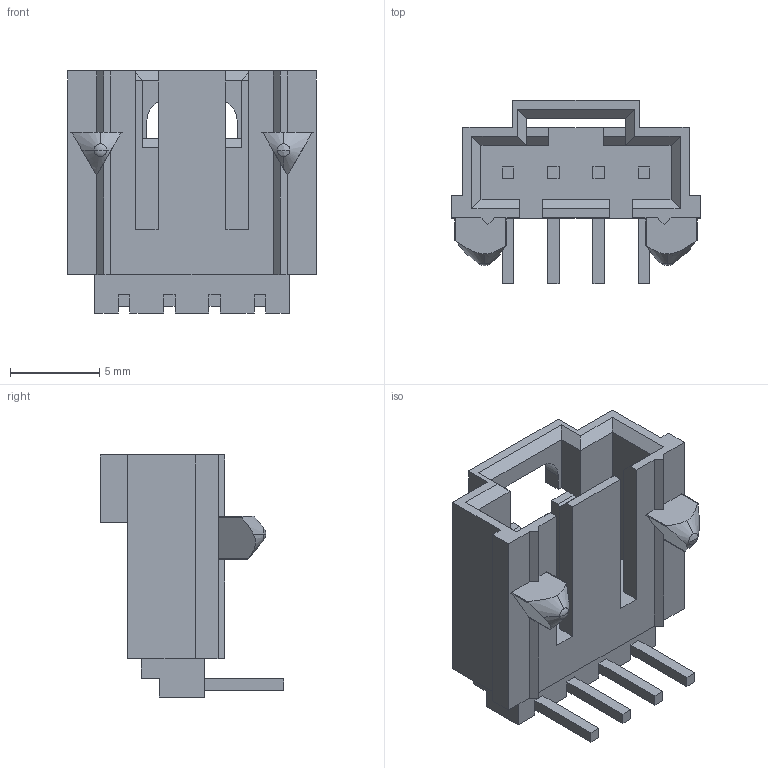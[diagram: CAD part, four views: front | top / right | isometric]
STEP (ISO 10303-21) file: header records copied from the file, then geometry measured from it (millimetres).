
FILE_DESCRIPTION (( 'STEP AP214' ), '1' );
FILE_NAME ('705550003.STEP', '2015-11-28T03:46:09', ( '' ), ( '' ), 'SwSTEP 2.0', 'SolidWorks 2015', '' );
FILE_SCHEMA (( 'AUTOMOTIVE_DESIGN' ));
Length unit declared in the file: inch
Products named in the file (1): 705550003
Bounding box: 13.97 x 10.29 x 13.59 mm (x, y, z)
Volume: 524.8 mm3; surface area: 1016.5 mm2
Topology: 1 solids, 1 shells, 178 faces, 495 edges, 318 vertices
Faces by surface type: plane 159, cylinder 10, cone 5, torus 2, bspline 2
Entity records: 6292 total; most frequent: CARTESIAN_POINT 1186, ORIENTED_EDGE 982, DIRECTION 848, EDGE_CURVE 491, LINE 432, VECTOR 432, VERTEX_POINT 318, AXIS2_PLACEMENT_3D 208
